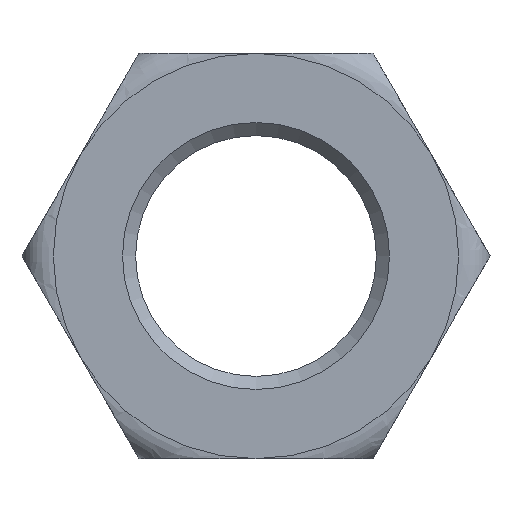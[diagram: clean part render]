
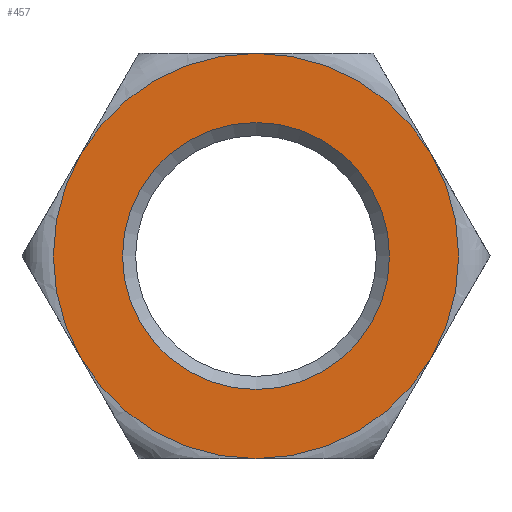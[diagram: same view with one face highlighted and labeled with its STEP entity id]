
A CAD part, front view. The second image highlights one B-rep face of the part: STEP entity #457.
In plain terms, the highlighted planar face has unit normal (0, -1, 0).
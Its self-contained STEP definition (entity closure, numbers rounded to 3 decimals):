
#3 = VERTEX_POINT ( 'NONE', #153 ) ;
#34 = CARTESIAN_POINT ( 'NONE',  ( 0., -22.5, 0. ) ) ;
#37 = DIRECTION ( 'NONE',  ( 0., 1., 0. ) ) ;
#45 = ORIENTED_EDGE ( 'NONE', *, *, #404, .F. ) ;
#60 = AXIS2_PLACEMENT_3D ( 'NONE', #77, #203, #698 ) ;
#62 = AXIS2_PLACEMENT_3D ( 'NONE', #34, #1006, #286 ) ;
#69 = EDGE_CURVE ( 'NONE', #1056, #664, #1162, .T. ) ;
#71 = PLANE ( 'NONE',  #361 ) ;
#77 = CARTESIAN_POINT ( 'NONE',  ( 0., -22.5, 0. ) ) ;
#87 = ORIENTED_EDGE ( 'NONE', *, *, #69, .F. ) ;
#120 = VECTOR ( 'NONE', #1033, 1000. ) ;
#123 = VERTEX_POINT ( 'NONE', #572 ) ;
#127 = CIRCLE ( 'NONE', #62, 42.5 ) ;
#153 = CARTESIAN_POINT ( 'NONE',  ( -36.806, -22.5, 21.25 ) ) ;
#175 = CIRCLE ( 'NONE', #60, 42.5 ) ;
#177 = CIRCLE ( 'NONE', #943, 42.5 ) ;
#190 = VERTEX_POINT ( 'NONE', #738 ) ;
#203 = DIRECTION ( 'NONE',  ( 0., 1., 0. ) ) ;
#218 = VERTEX_POINT ( 'NONE', #1341 ) ;
#231 = DIRECTION ( 'NONE',  ( -1., 0., 0. ) ) ;
#253 = VERTEX_POINT ( 'NONE', #321 ) ;
#267 = CARTESIAN_POINT ( 'NONE',  ( 0., -22.5, 42.5 ) ) ;
#273 = CIRCLE ( 'NONE', #716, 28. ) ;
#277 = CARTESIAN_POINT ( 'NONE',  ( 0., -22.5, 0. ) ) ;
#286 = DIRECTION ( 'NONE',  ( 1., 0., 0. ) ) ;
#297 = EDGE_CURVE ( 'NONE', #1025, #763, #1226, .T. ) ;
#300 = DIRECTION ( 'NONE',  ( 1., 0., 0. ) ) ;
#321 = CARTESIAN_POINT ( 'NONE',  ( -36.806, -22.5, -21.25 ) ) ;
#340 = DIRECTION ( 'NONE',  ( 1., 0., 0. ) ) ;
#349 = CARTESIAN_POINT ( 'NONE',  ( 0., -22.5, -42.5 ) ) ;
#361 = AXIS2_PLACEMENT_3D ( 'NONE', #479, #989, #1009 ) ;
#385 = CARTESIAN_POINT ( 'NONE',  ( 0., -22.5, -42.5 ) ) ;
#392 = FACE_OUTER_BOUND ( 'NONE', #483, .T. ) ;
#404 = EDGE_CURVE ( 'NONE', #3, #1056, #826, .T. ) ;
#442 = CARTESIAN_POINT ( 'NONE',  ( -24.537, -22.5, 42.5 ) ) ;
#451 = CARTESIAN_POINT ( 'NONE',  ( 0., -22.5, 0. ) ) ;
#455 = ORIENTED_EDGE ( 'NONE', *, *, #561, .F. ) ;
#457 = ADVANCED_FACE ( 'NONE', ( #486, #392 ), #71, .F. ) ;
#469 = ORIENTED_EDGE ( 'NONE', *, *, #659, .F. ) ;
#479 = CARTESIAN_POINT ( 'NONE',  ( 0., -22.5, 0. ) ) ;
#483 = EDGE_LOOP ( 'NONE', ( #666, #1272, #469, #741, #87, #45, #1336, #455, #1239, #1256 ) ) ;
#486 = FACE_BOUND ( 'NONE', #671, .T. ) ;
#507 = EDGE_CURVE ( 'NONE', #763, #253, #569, .T. ) ;
#512 = VECTOR ( 'NONE', #868, 1000. ) ;
#536 = EDGE_CURVE ( 'NONE', #190, #1025, #175, .T. ) ;
#554 = DIRECTION ( 'NONE',  ( 0., 1., 0. ) ) ;
#561 = EDGE_CURVE ( 'NONE', #253, #601, #1022, .T. ) ;
#569 = CIRCLE ( 'NONE', #1337, 42.5 ) ;
#572 = CARTESIAN_POINT ( 'NONE',  ( 0., -22.5, 28. ) ) ;
#583 = DIRECTION ( 'NONE',  ( 1., 0., 0. ) ) ;
#601 = VERTEX_POINT ( 'NONE', #644 ) ;
#616 = CARTESIAN_POINT ( 'NONE',  ( 24.537, -22.5, -42.5 ) ) ;
#628 = DIRECTION ( 'NONE',  ( 0., 1., 0. ) ) ;
#644 = CARTESIAN_POINT ( 'NONE',  ( -36.806, -22.5, -21.25 ) ) ;
#651 = AXIS2_PLACEMENT_3D ( 'NONE', #1291, #1082, #231 ) ;
#659 = EDGE_CURVE ( 'NONE', #783, #218, #127, .T. ) ;
#664 = VERTEX_POINT ( 'NONE', #895 ) ;
#666 = ORIENTED_EDGE ( 'NONE', *, *, #536, .F. ) ;
#671 = EDGE_LOOP ( 'NONE', ( #1276 ) ) ;
#673 = EDGE_CURVE ( 'NONE', #601, #3, #177, .T. ) ;
#682 = CARTESIAN_POINT ( 'NONE',  ( 0., -22.5, 0. ) ) ;
#698 = DIRECTION ( 'NONE',  ( 1., 0., 0. ) ) ;
#716 = AXIS2_PLACEMENT_3D ( 'NONE', #451, #554, #1278 ) ;
#738 = CARTESIAN_POINT ( 'NONE',  ( 36.806, -22.5, -21.25 ) ) ;
#741 = ORIENTED_EDGE ( 'NONE', *, *, #1020, .F. ) ;
#763 = VERTEX_POINT ( 'NONE', #385 ) ;
#783 = VERTEX_POINT ( 'NONE', #1221 ) ;
#826 = CIRCLE ( 'NONE', #651, 42.5 ) ;
#855 = LINE ( 'NONE', #960, #512 ) ;
#868 = DIRECTION ( 'NONE',  ( -0.5, 0., -0.866 ) ) ;
#895 = CARTESIAN_POINT ( 'NONE',  ( 0., -22.5, 42.5 ) ) ;
#900 = DIRECTION ( 'NONE',  ( 0., 1., 0. ) ) ;
#939 = VECTOR ( 'NONE', #1363, 1000. ) ;
#943 = AXIS2_PLACEMENT_3D ( 'NONE', #682, #900, #583 ) ;
#960 = CARTESIAN_POINT ( 'NONE',  ( 49.075, -22.5, 0. ) ) ;
#975 = CARTESIAN_POINT ( 'NONE',  ( 0., -22.5, 0. ) ) ;
#989 = DIRECTION ( 'NONE',  ( 0., 1., 0. ) ) ;
#1006 = DIRECTION ( 'NONE',  ( 0., 1., 0. ) ) ;
#1009 = DIRECTION ( 'NONE',  ( 0., 0., 1. ) ) ;
#1020 = EDGE_CURVE ( 'NONE', #664, #783, #1351, .T. ) ;
#1022 = LINE ( 'NONE', #1248, #939 ) ;
#1025 = VERTEX_POINT ( 'NONE', #349 ) ;
#1033 = DIRECTION ( 'NONE',  ( -1., 0., 0. ) ) ;
#1056 = VERTEX_POINT ( 'NONE', #267 ) ;
#1082 = DIRECTION ( 'NONE',  ( 0., 1., 0. ) ) ;
#1090 = DIRECTION ( 'NONE',  ( 1., 0., 0. ) ) ;
#1143 = AXIS2_PLACEMENT_3D ( 'NONE', #975, #37, #1090 ) ;
#1162 = LINE ( 'NONE', #442, #1316 ) ;
#1221 = CARTESIAN_POINT ( 'NONE',  ( 36.806, -22.5, 21.25 ) ) ;
#1226 = LINE ( 'NONE', #616, #120 ) ;
#1239 = ORIENTED_EDGE ( 'NONE', *, *, #507, .F. ) ;
#1248 = CARTESIAN_POINT ( 'NONE',  ( -24.537, -22.5, -42.5 ) ) ;
#1256 = ORIENTED_EDGE ( 'NONE', *, *, #297, .F. ) ;
#1272 = ORIENTED_EDGE ( 'NONE', *, *, #1354, .F. ) ;
#1276 = ORIENTED_EDGE ( 'NONE', *, *, #1310, .T. ) ;
#1278 = DIRECTION ( 'NONE',  ( 0., 0., 1. ) ) ;
#1291 = CARTESIAN_POINT ( 'NONE',  ( 0., -22.5, 0. ) ) ;
#1310 = EDGE_CURVE ( 'NONE', #123, #123, #273, .T. ) ;
#1316 = VECTOR ( 'NONE', #340, 1000. ) ;
#1336 = ORIENTED_EDGE ( 'NONE', *, *, #673, .F. ) ;
#1337 = AXIS2_PLACEMENT_3D ( 'NONE', #277, #628, #300 ) ;
#1341 = CARTESIAN_POINT ( 'NONE',  ( 36.806, -22.5, -21.25 ) ) ;
#1351 = CIRCLE ( 'NONE', #1143, 42.5 ) ;
#1354 = EDGE_CURVE ( 'NONE', #218, #190, #855, .T. ) ;
#1363 = DIRECTION ( 'NONE',  ( -0.5, 0., 0.866 ) ) ;
